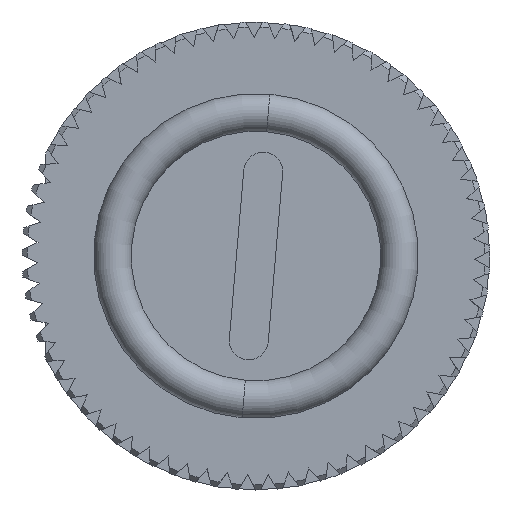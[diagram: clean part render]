
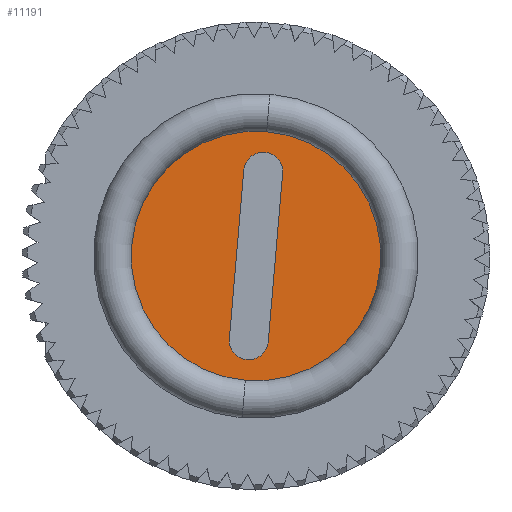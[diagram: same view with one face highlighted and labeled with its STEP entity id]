
A CAD part, front view. The second image highlights one B-rep face of the part: STEP entity #11191.
In plain terms, the highlighted planar face has unit normal (0, -1, 0).
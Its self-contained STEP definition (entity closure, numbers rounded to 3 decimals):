
#54 = DIRECTION ( 'NONE',  ( 0., 0., -1. ) ) ;
#128 = EDGE_CURVE ( 'NONE', #17410, #13654, #11967, .T. ) ;
#247 = CARTESIAN_POINT ( 'NONE',  ( 0.75, 0., -3.25 ) ) ;
#314 = DIRECTION ( 'NONE',  ( 0., -1., 0. ) ) ;
#954 = DIRECTION ( 'NONE',  ( 0., -1., 0. ) ) ;
#1235 = LINE ( 'NONE', #5227, #5892 ) ;
#1396 = VERTEX_POINT ( 'NONE', #4247 ) ;
#1765 = ORIENTED_EDGE ( 'NONE', *, *, #128, .F. ) ;
#1835 = CIRCLE ( 'NONE', #7042, 4.8 ) ;
#1868 = ORIENTED_EDGE ( 'NONE', *, *, #8545, .T. ) ;
#2014 = EDGE_CURVE ( 'NONE', #13654, #1396, #16357, .T. ) ;
#2048 = ORIENTED_EDGE ( 'NONE', *, *, #8297, .T. ) ;
#3000 = DIRECTION ( 'NONE',  ( 0., 0., 1. ) ) ;
#3162 = FACE_OUTER_BOUND ( 'NONE', #12842, .T. ) ;
#3432 = VERTEX_POINT ( 'NONE', #17234 ) ;
#3847 = ORIENTED_EDGE ( 'NONE', *, *, #2014, .F. ) ;
#4247 = CARTESIAN_POINT ( 'NONE',  ( -0.75, 0., 3.25 ) ) ;
#5227 = CARTESIAN_POINT ( 'NONE',  ( -0.75, 0., 3.25 ) ) ;
#5734 = AXIS2_PLACEMENT_3D ( 'NONE', #7959, #17570, #14949 ) ;
#5892 = VECTOR ( 'NONE', #54, 1000. ) ;
#5907 = AXIS2_PLACEMENT_3D ( 'NONE', #7900, #16332, #3000 ) ;
#6029 = CARTESIAN_POINT ( 'NONE',  ( 0., 0., 3.25 ) ) ;
#6082 = CIRCLE ( 'NONE', #8411, 0.75 ) ;
#6975 = DIRECTION ( 'NONE',  ( 0., 0., 1. ) ) ;
#7042 = AXIS2_PLACEMENT_3D ( 'NONE', #11293, #314, #11204 ) ;
#7317 = CARTESIAN_POINT ( 'NONE',  ( 0., 0., 0. ) ) ;
#7440 = CARTESIAN_POINT ( 'NONE',  ( 0.75, 0., 3.25 ) ) ;
#7573 = ORIENTED_EDGE ( 'NONE', *, *, #14764, .F. ) ;
#7900 = CARTESIAN_POINT ( 'NONE',  ( 0., 0., 0. ) ) ;
#7959 = CARTESIAN_POINT ( 'NONE',  ( 0., 0., -3.25 ) ) ;
#8169 = EDGE_CURVE ( 'NONE', #1396, #13374, #1235, .T. ) ;
#8297 = EDGE_CURVE ( 'NONE', #10795, #3432, #1835, .T. ) ;
#8411 = AXIS2_PLACEMENT_3D ( 'NONE', #16093, #954, #14926 ) ;
#8545 = EDGE_CURVE ( 'NONE', #3432, #10795, #15740, .T. ) ;
#8657 = DIRECTION ( 'NONE',  ( 0., -1., 0. ) ) ;
#8688 = PLANE ( 'NONE',  #15810 ) ;
#8791 = CARTESIAN_POINT ( 'NONE',  ( 0., 0., -4. ) ) ;
#9019 = DIRECTION ( 'NONE',  ( 0., 0., -1. ) ) ;
#9093 = EDGE_LOOP ( 'NONE', ( #9294, #3847, #1765, #7573, #12903 ) ) ;
#9294 = ORIENTED_EDGE ( 'NONE', *, *, #8169, .F. ) ;
#9377 = CARTESIAN_POINT ( 'NONE',  ( 0., 0., 4.8 ) ) ;
#10505 = DIRECTION ( 'NONE',  ( 0., 0., 1. ) ) ;
#10734 = CARTESIAN_POINT ( 'NONE',  ( -0.75, 0., -3.25 ) ) ;
#10795 = VERTEX_POINT ( 'NONE', #9377 ) ;
#11191 = ADVANCED_FACE ( 'NONE', ( #14054, #3162 ), #8688, .F. ) ;
#11204 = DIRECTION ( 'NONE',  ( 0., 0., 1. ) ) ;
#11233 = CIRCLE ( 'NONE', #5734, 0.75 ) ;
#11293 = CARTESIAN_POINT ( 'NONE',  ( 0., 0., 0. ) ) ;
#11879 = CARTESIAN_POINT ( 'NONE',  ( 0.75, 0., 3.25 ) ) ;
#11967 = LINE ( 'NONE', #11879, #17009 ) ;
#12599 = EDGE_CURVE ( 'NONE', #13374, #15401, #11233, .T. ) ;
#12842 = EDGE_LOOP ( 'NONE', ( #2048, #1868 ) ) ;
#12866 = DIRECTION ( 'NONE',  ( 0., 1., 0. ) ) ;
#12903 = ORIENTED_EDGE ( 'NONE', *, *, #12599, .F. ) ;
#13374 = VERTEX_POINT ( 'NONE', #10734 ) ;
#13654 = VERTEX_POINT ( 'NONE', #7440 ) ;
#14054 = FACE_BOUND ( 'NONE', #9093, .T. ) ;
#14764 = EDGE_CURVE ( 'NONE', #15401, #17410, #6082, .T. ) ;
#14926 = DIRECTION ( 'NONE',  ( 0., 0., -1. ) ) ;
#14949 = DIRECTION ( 'NONE',  ( 0., 0., -1. ) ) ;
#15401 = VERTEX_POINT ( 'NONE', #8791 ) ;
#15740 = CIRCLE ( 'NONE', #5907, 4.8 ) ;
#15810 = AXIS2_PLACEMENT_3D ( 'NONE', #7317, #12866, #6975 ) ;
#16093 = CARTESIAN_POINT ( 'NONE',  ( 0., 0., -3.25 ) ) ;
#16332 = DIRECTION ( 'NONE',  ( 0., -1., 0. ) ) ;
#16357 = CIRCLE ( 'NONE', #16633, 0.75 ) ;
#16633 = AXIS2_PLACEMENT_3D ( 'NONE', #6029, #8657, #9019 ) ;
#17009 = VECTOR ( 'NONE', #10505, 1000. ) ;
#17234 = CARTESIAN_POINT ( 'NONE',  ( 0., 0., -4.8 ) ) ;
#17410 = VERTEX_POINT ( 'NONE', #247 ) ;
#17570 = DIRECTION ( 'NONE',  ( 0., -1., 0. ) ) ;
